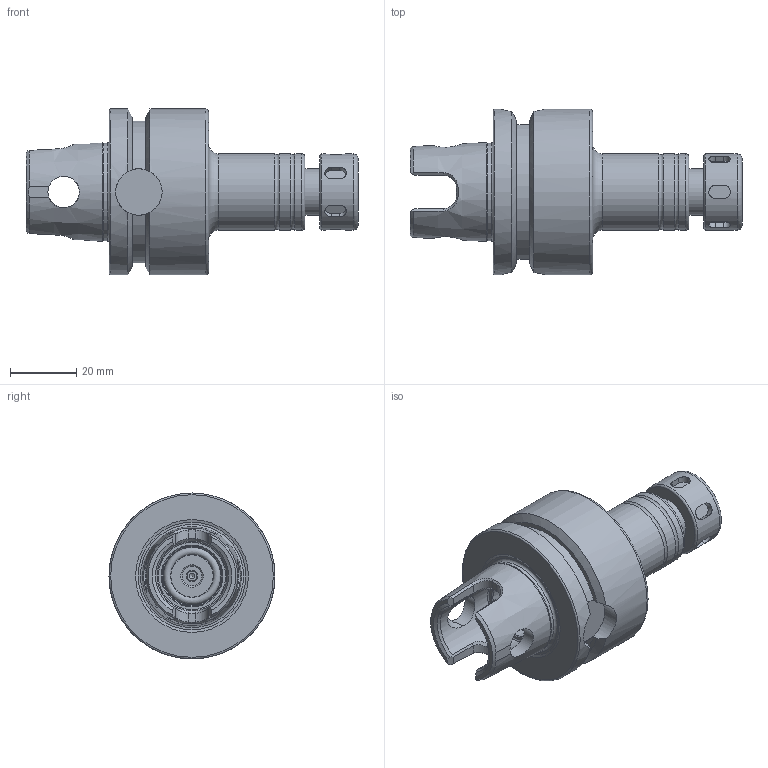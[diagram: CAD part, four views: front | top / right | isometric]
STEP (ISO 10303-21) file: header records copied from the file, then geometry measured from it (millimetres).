
FILE_DESCRIPTION((''),'2;1');
FILE_NAME('126011107075-3D.stp','2020-07-23T08:40:25',('nttooll'),(''),'Autodesk Inventor 2012','Autodesk Inventor 2012','');
FILE_SCHEMA(('AUTOMOTIVE_DESIGN { 1 0 10303 214 1 1 1 1 }'));
Length unit declared in the file: millimetre
Products named in the file (1): 126011107075-3D
Bounding box: 100 x 50 x 50 mm (x, y, z)
Volume: 75047.3 mm3; surface area: 19363.6 mm2
Topology: 1 solids, 4 shells, 187 faces, 425 edges, 266 vertices
Faces by surface type: plane 65, cylinder 53, cone 31, bspline 20, torus 18
Full cylindrical faces by diameter (mm): 1.7 x1, 3 x1, 3.5 x1, 5.745 x1, 6 x2, 7 x2, 7.3 x1, 8 x2, 8.5 x1, 8.79 x1, 9.5 x2, 9.7 x1, 12 x2, 12.1 x1, 14 x4, 17 x1, 18 x1, 21 x1, 23 x4, 29.5 x1, 50 x2
Entity records: 5576 total; most frequent: CARTESIAN_POINT 1968, DIRECTION 672, ORIENTED_EDGE 668, EDGE_CURVE 334, AXIS2_PLACEMENT_3D 300, EDGE_LOOP 292, VERTEX_POINT 248, FACE_OUTER_BOUND 187
